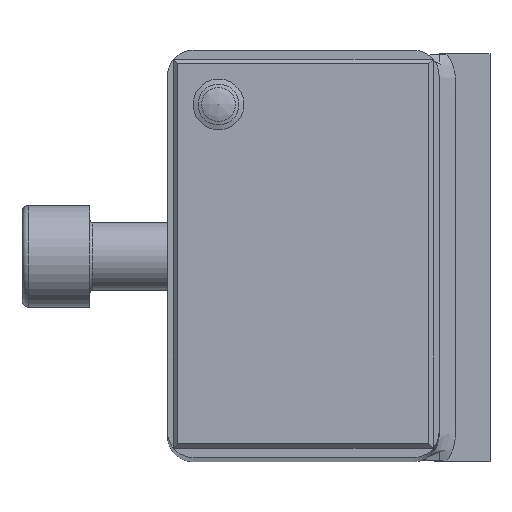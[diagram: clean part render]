
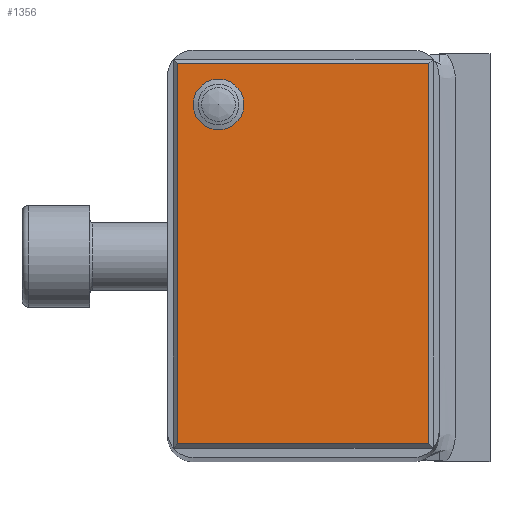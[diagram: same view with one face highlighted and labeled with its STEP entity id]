
A CAD part, top view. The second image highlights one B-rep face of the part: STEP entity #1356.
In plain terms, the highlighted face is planar.
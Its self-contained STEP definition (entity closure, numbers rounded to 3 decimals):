
#67=CIRCLE('',#1567,6.);
#115=FACE_BOUND('',#302,.T.);
#215=FACE_OUTER_BOUND('',#301,.T.);
#301=EDGE_LOOP('',(#1133,#1134,#1135,#1136));
#302=EDGE_LOOP('',(#1137));
#416=LINE('',#2497,#536);
#420=LINE('',#2504,#540);
#423=LINE('',#2510,#543);
#425=LINE('',#2513,#545);
#536=VECTOR('',#1847,10.);
#540=VECTOR('',#1853,10.);
#543=VECTOR('',#1858,10.);
#545=VECTOR('',#1862,10.);
#649=VERTEX_POINT('',#2485);
#653=VERTEX_POINT('',#2494);
#654=VERTEX_POINT('',#2496);
#656=VERTEX_POINT('',#2502);
#658=VERTEX_POINT('',#2508);
#811=EDGE_CURVE('',#649,#649,#67,.T.);
#816=EDGE_CURVE('',#654,#653,#416,.T.);
#820=EDGE_CURVE('',#653,#656,#420,.T.);
#823=EDGE_CURVE('',#656,#658,#423,.T.);
#825=EDGE_CURVE('',#658,#654,#425,.T.);
#1133=ORIENTED_EDGE('',*,*,#825,.T.);
#1134=ORIENTED_EDGE('',*,*,#816,.T.);
#1135=ORIENTED_EDGE('',*,*,#820,.T.);
#1136=ORIENTED_EDGE('',*,*,#823,.T.);
#1137=ORIENTED_EDGE('',*,*,#811,.T.);
#1288=PLANE('',#1574);
#1356=ADVANCED_FACE('',(#215,#115),#1288,.F.);
#1567=AXIS2_PLACEMENT_3D('',#2486,#1838,#1839);
#1574=AXIS2_PLACEMENT_3D('',#2515,#1865,#1866);
#1838=DIRECTION('center_axis',(0.,0.,1.));
#1839=DIRECTION('ref_axis',(-1.,0.,0.));
#1847=DIRECTION('',(0.,-1.,0.));
#1853=DIRECTION('',(-1.,0.,0.));
#1858=DIRECTION('',(0.,1.,0.));
#1862=DIRECTION('',(1.,0.,0.));
#1865=DIRECTION('center_axis',(0.,0.,1.));
#1866=DIRECTION('ref_axis',(1.,0.,0.));
#2485=CARTESIAN_POINT('',(-73.447,45.618,0.));
#2486=CARTESIAN_POINT('Origin',(-79.447,45.618,0.));
#2494=CARTESIAN_POINT('',(20.553,-16.382,0.));
#2496=CARTESIAN_POINT('',(20.553,57.618,0.));
#2497=CARTESIAN_POINT('',(20.553,57.618,0.));
#2502=CARTESIAN_POINT('',(-91.447,-16.382,0.));
#2504=CARTESIAN_POINT('',(20.553,-16.382,0.));
#2508=CARTESIAN_POINT('',(-91.447,57.618,0.));
#2510=CARTESIAN_POINT('',(-91.447,-16.382,0.));
#2513=CARTESIAN_POINT('',(-91.447,57.618,0.));
#2515=CARTESIAN_POINT('Origin',(-35.447,20.618,0.));
